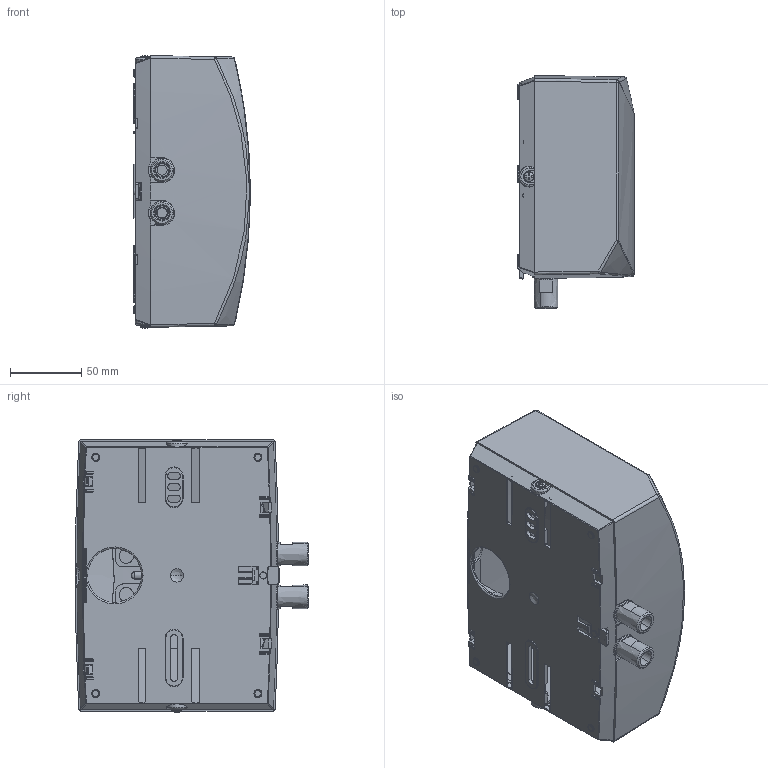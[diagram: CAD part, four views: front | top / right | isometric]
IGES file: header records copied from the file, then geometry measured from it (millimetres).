
Start section:  PTC IGES file: huelle_sw0002.igs
Global section: file name: huelle_sw0002.igs; native system: Creo Parametric by Parametric Technology Corporation; preprocessor: 2013230; author: 2625; organization: Unknown; date: 20140929.085349; units: millimetre
Bounding box: 82 x 163.73 x 191.75 mm (x, y, z)
Volume: 240813.3 mm3; surface area: 215190.3 mm2
Topology: 3 solids, 3 shells, 4285 faces, 10748 edges, 6571 vertices
Faces by surface type: revolution 1897, bspline 1827, extrusion 561
